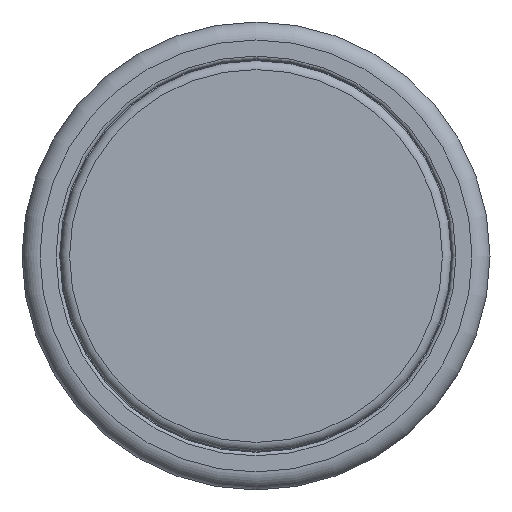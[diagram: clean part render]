
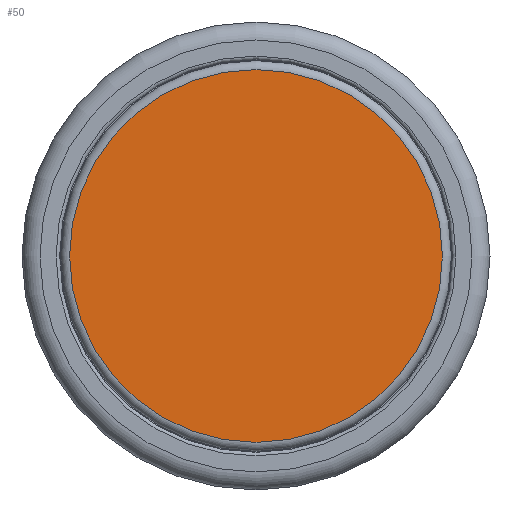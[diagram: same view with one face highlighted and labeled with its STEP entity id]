
A CAD part, top view. The second image highlights one B-rep face of the part: STEP entity #50.
In plain terms, the highlighted planar face has unit normal (0, 0, 1).
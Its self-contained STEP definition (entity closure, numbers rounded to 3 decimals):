
#50 = ADVANCED_FACE( '', ( #114 ), #115, .F. );
#114 = FACE_OUTER_BOUND( '', #208, .T. );
#115 = PLANE( '', #209 );
#208 = EDGE_LOOP( '', ( #300 ) );
#209 = AXIS2_PLACEMENT_3D( '', #301, #302, #303 );
#300 = ORIENTED_EDGE( '', *, *, #423, .T. );
#301 = CARTESIAN_POINT( '', ( 10.85, 0., 0. ) );
#302 = DIRECTION( '', ( 0., 0., -1. ) );
#303 = DIRECTION( '', ( 1., 0., 0. ) );
#423 = EDGE_CURVE( '', #469, #469, #470, .F. );
#469 = VERTEX_POINT( '', #531 );
#470 = CIRCLE( '', #532, 10.35 );
#531 = CARTESIAN_POINT( '', ( 10.35, 0., 0. ) );
#532 = AXIS2_PLACEMENT_3D( '', #593, #594, #595 );
#593 = CARTESIAN_POINT( '', ( 0., 0., 0. ) );
#594 = DIRECTION( '', ( 0., 0., -1. ) );
#595 = DIRECTION( '', ( 1., 0., 0. ) );
